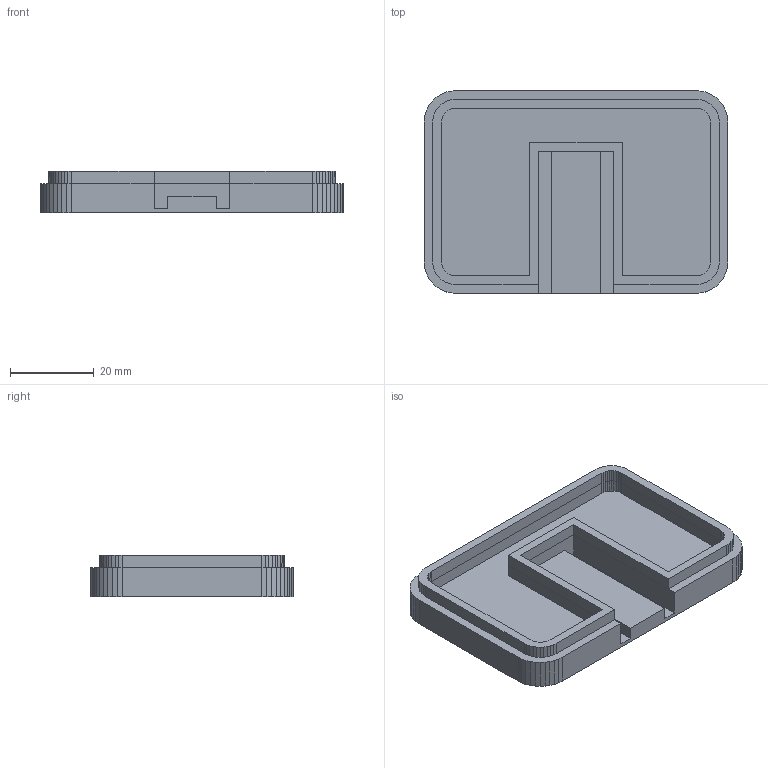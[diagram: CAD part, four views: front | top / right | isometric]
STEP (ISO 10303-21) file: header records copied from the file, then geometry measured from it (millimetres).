
FILE_DESCRIPTION(/* description */ ('STEP AP242','CAx-IF Rec.Pracs.---Representation and Presentation of Product Manufacturing Information (PMI)---4.0---2014-10-13','CAx-IF Rec.Pracs.---3D Tessellated Geometry---0.4---2014-09-14','2;1'),/* implementation_level */ '2;1');
FILE_NAME(/* name */ '67d9e7739fafd649af653b33',/* time_stamp */ '2025-03-18T21:36:52Z',/* author */ (''),/* organization */ (''),/* preprocessor_version */ 'ST-DEVELOPER v20',/* originating_system */ 'ONSHAPE BY PTC INC, 1.195',/* authorisation */ ' ');
FILE_SCHEMA (('AP242_MANAGED_MODEL_BASED_3D_ENGINEERING_MIM_LF { 1 0 10303 442 1 1 4 }'));
Length unit declared in the file: metre
Products named in the file (1): bottom-improved
Bounding box: 72.75 x 48.5 x 10 mm (x, y, z)
Volume: 17896 mm3; surface area: 11651.2 mm2
Topology: 1 solids, 1 shells, 200 faces, 539 edges, 342 vertices
Faces by surface type: plane 200
Entity records: 6089 total; most frequent: CARTESIAN_POINT 1082, ORIENTED_EDGE 1078, DIRECTION 941, EDGE_CURVE 539, LINE 539, VECTOR 539, VERTEX_POINT 342, EDGE_LOOP 201
